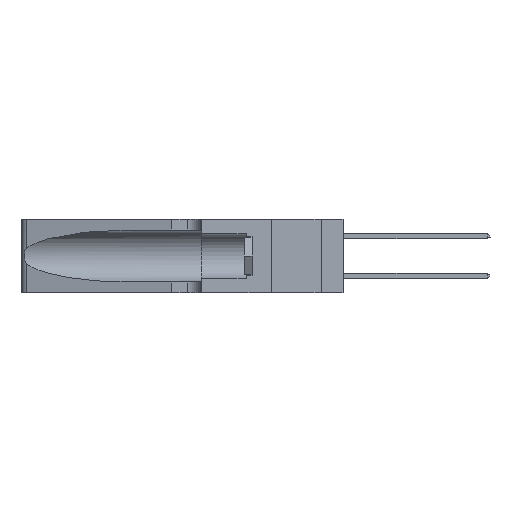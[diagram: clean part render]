
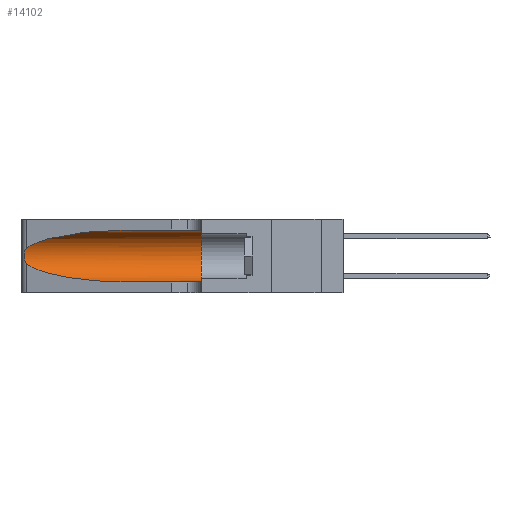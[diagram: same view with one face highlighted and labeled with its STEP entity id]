
A CAD part, left-side view. The second image highlights one B-rep face of the part: STEP entity #14102.
In plain terms, the highlighted cylindrical face has radius 3.308 mm (diameter 6.617 mm), a partial arc.
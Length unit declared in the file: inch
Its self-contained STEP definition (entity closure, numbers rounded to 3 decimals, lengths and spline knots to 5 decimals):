
#292 = EDGE_CURVE ( 'NONE', #11037, #10060, #19498, .T. ) ;
#340 = CARTESIAN_POINT ( 'NONE',  ( 0.25787, 1.23484, 0.2124 ) ) ;
#408 = CIRCLE ( 'NONE', #23040, 0.13025 ) ;
#421 = CARTESIAN_POINT ( 'NONE',  ( 0.26075, 1.23896, 0.178 ) ) ;
#445 =( BOUNDED_CURVE ( )  B_SPLINE_CURVE ( 3, ( #14866, #3437, #5260, #14708 ),
 .UNSPECIFIED., .F., .T. ) 
 B_SPLINE_CURVE_WITH_KNOTS ( ( 4, 4 ),
 ( 1.5708, 2.84003 ),
 .UNSPECIFIED. ) 
 CURVE ( )  GEOMETRIC_REPRESENTATION_ITEM ( )  RATIONAL_B_SPLINE_CURVE ( ( 1., 0.87, 0.87, 1. ) ) 
 REPRESENTATION_ITEM ( '' )  );
#914 = CARTESIAN_POINT ( 'NONE',  ( 0.25856, 1.23593, 0.16098 ) ) ;
#1552 = DIRECTION ( 'NONE',  ( 0., 0., 1. ) ) ;
#2902 = FACE_OUTER_BOUND ( 'NONE', #20390, .T. ) ;
#3437 = CARTESIAN_POINT ( 'NONE',  ( 0.18966, 0.96281, 0.31525 ) ) ;
#3688 = VECTOR ( 'NONE', #8433, 39.37008 ) ;
#4073 = B_SPLINE_CURVE_WITH_KNOTS ( 'NONE', 3,
 ( #23166, #23248, #21346, #340, #13908, #17743, #11806, #421, #15668, #914, #10482, #19822, #23928, #6821 ),
 .UNSPECIFIED., .F., .F.,
 ( 4, 2, 2, 2, 2, 2, 4 ),
 ( 0., 0.00027, 0.00053, 0.00107, 0.0016, 0.00187, 0.00214 ),
 .UNSPECIFIED. ) ;
#5008 = ORIENTED_EDGE ( 'NONE', *, *, #7659, .T. ) ;
#5260 = CARTESIAN_POINT ( 'NONE',  ( 0.2373, 1.15595, 0.28018 ) ) ;
#5338 = VERTEX_POINT ( 'NONE', #14988 ) ;
#5631 = CARTESIAN_POINT ( 'NONE',  ( 0.25487, 1.22718, 0.14631 ) ) ;
#6801 = CARTESIAN_POINT ( 'NONE',  ( 0.1305, 0.72297, 0.31525 ) ) ;
#6821 = CARTESIAN_POINT ( 'NONE',  ( 0.25487, 1.22718, 0.14631 ) ) ;
#6958 = ORIENTED_EDGE ( 'NONE', *, *, #11597, .T. ) ;
#7168 =( BOUNDED_CURVE ( )  B_SPLINE_CURVE ( 3, ( #16827, #9396, #15157, #14915 ),
 .UNSPECIFIED., .F., .F. ) 
 B_SPLINE_CURVE_WITH_KNOTS ( ( 4, 4 ),
 ( 3.44316, 4.71239 ),
 .UNSPECIFIED. ) 
 CURVE ( )  GEOMETRIC_REPRESENTATION_ITEM ( )  RATIONAL_B_SPLINE_CURVE ( ( 1., 0.87, 0.87, 1. ) ) 
 REPRESENTATION_ITEM ( '' )  );
#7659 = EDGE_CURVE ( 'NONE', #5338, #13241, #4073, .T. ) ;
#8003 = VECTOR ( 'NONE', #21829, 39.37008 ) ;
#8433 = DIRECTION ( 'NONE',  ( 0., -1., 0. ) ) ;
#8447 = EDGE_CURVE ( 'NONE', #10060, #13439, #408, .T. ) ;
#8534 = DIRECTION ( 'NONE',  ( 0., -1., 0. ) ) ;
#9396 = CARTESIAN_POINT ( 'NONE',  ( 0.2373, 1.15595, 0.08982 ) ) ;
#10060 = VERTEX_POINT ( 'NONE', #19327 ) ;
#10391 = CARTESIAN_POINT ( 'NONE',  ( 0.1305, 1.61858, 0.05475 ) ) ;
#10482 = CARTESIAN_POINT ( 'NONE',  ( 0.25789, 1.23486, 0.15765 ) ) ;
#11037 = VERTEX_POINT ( 'NONE', #6801 ) ;
#11557 = CYLINDRICAL_SURFACE ( 'NONE', #18336, 0.13025 ) ;
#11597 = EDGE_CURVE ( 'NONE', #19170, #13439, #18137, .T. ) ;
#11806 = CARTESIAN_POINT ( 'NONE',  ( 0.26075, 1.23896, 0.19203 ) ) ;
#12403 = EDGE_CURVE ( 'NONE', #11037, #5338, #445, .T. ) ;
#12986 = DIRECTION ( 'NONE',  ( 0., 1., 0. ) ) ;
#13241 = VERTEX_POINT ( 'NONE', #5631 ) ;
#13439 = VERTEX_POINT ( 'NONE', #15987 ) ;
#13464 = ORIENTED_EDGE ( 'NONE', *, *, #18106, .T. ) ;
#13908 = CARTESIAN_POINT ( 'NONE',  ( 0.25854, 1.2359, 0.20912 ) ) ;
#14102 = ADVANCED_FACE ( 'NONE', ( #2902 ), #11557, .F. ) ;
#14689 = CARTESIAN_POINT ( 'NONE',  ( 0.1305, 0.72297, 0.05475 ) ) ;
#14708 = CARTESIAN_POINT ( 'NONE',  ( 0.25487, 1.22718, 0.22369 ) ) ;
#14732 = ORIENTED_EDGE ( 'NONE', *, *, #8447, .F. ) ;
#14866 = CARTESIAN_POINT ( 'NONE',  ( 0.1305, 0.72297, 0.31525 ) ) ;
#14915 = CARTESIAN_POINT ( 'NONE',  ( 0.1305, 0.72297, 0.05475 ) ) ;
#14988 = CARTESIAN_POINT ( 'NONE',  ( 0.25487, 1.22718, 0.22369 ) ) ;
#15157 = CARTESIAN_POINT ( 'NONE',  ( 0.18966, 0.96281, 0.05475 ) ) ;
#15668 = CARTESIAN_POINT ( 'NONE',  ( 0.26017, 1.23833, 0.17102 ) ) ;
#15987 = CARTESIAN_POINT ( 'NONE',  ( 0.1305, 0.35, 0.05475 ) ) ;
#16827 = CARTESIAN_POINT ( 'NONE',  ( 0.25487, 1.22718, 0.14631 ) ) ;
#16941 = ORIENTED_EDGE ( 'NONE', *, *, #292, .F. ) ;
#17743 = CARTESIAN_POINT ( 'NONE',  ( 0.26018, 1.23835, 0.19895 ) ) ;
#18106 = EDGE_CURVE ( 'NONE', #13241, #19170, #7168, .T. ) ;
#18137 = LINE ( 'NONE', #10391, #8003 ) ;
#18336 = AXIS2_PLACEMENT_3D ( 'NONE', #18628, #8534, #20034 ) ;
#18628 = CARTESIAN_POINT ( 'NONE',  ( 0.1305, 1.61858, 0.185 ) ) ;
#19170 = VERTEX_POINT ( 'NONE', #14689 ) ;
#19327 = CARTESIAN_POINT ( 'NONE',  ( 0.1305, 0.35, 0.31525 ) ) ;
#19498 = LINE ( 'NONE', #20184, #3688 ) ;
#19822 = CARTESIAN_POINT ( 'NONE',  ( 0.25639, 1.23186, 0.15144 ) ) ;
#20034 = DIRECTION ( 'NONE',  ( 0., 0., -1. ) ) ;
#20184 = CARTESIAN_POINT ( 'NONE',  ( 0.1305, 1.61858, 0.31525 ) ) ;
#20390 = EDGE_LOOP ( 'NONE', ( #21623, #5008, #13464, #6958, #14732, #16941 ) ) ;
#20577 = CARTESIAN_POINT ( 'NONE',  ( 0.1305, 0.35, 0.185 ) ) ;
#21346 = CARTESIAN_POINT ( 'NONE',  ( 0.25639, 1.23184, 0.21858 ) ) ;
#21623 = ORIENTED_EDGE ( 'NONE', *, *, #12403, .T. ) ;
#21829 = DIRECTION ( 'NONE',  ( 0., -1., 0. ) ) ;
#23040 = AXIS2_PLACEMENT_3D ( 'NONE', #20577, #12986, #1552 ) ;
#23166 = CARTESIAN_POINT ( 'NONE',  ( 0.25487, 1.22718, 0.22369 ) ) ;
#23248 = CARTESIAN_POINT ( 'NONE',  ( 0.25555, 1.22994, 0.2215 ) ) ;
#23928 = CARTESIAN_POINT ( 'NONE',  ( 0.25555, 1.22993, 0.14849 ) ) ;
